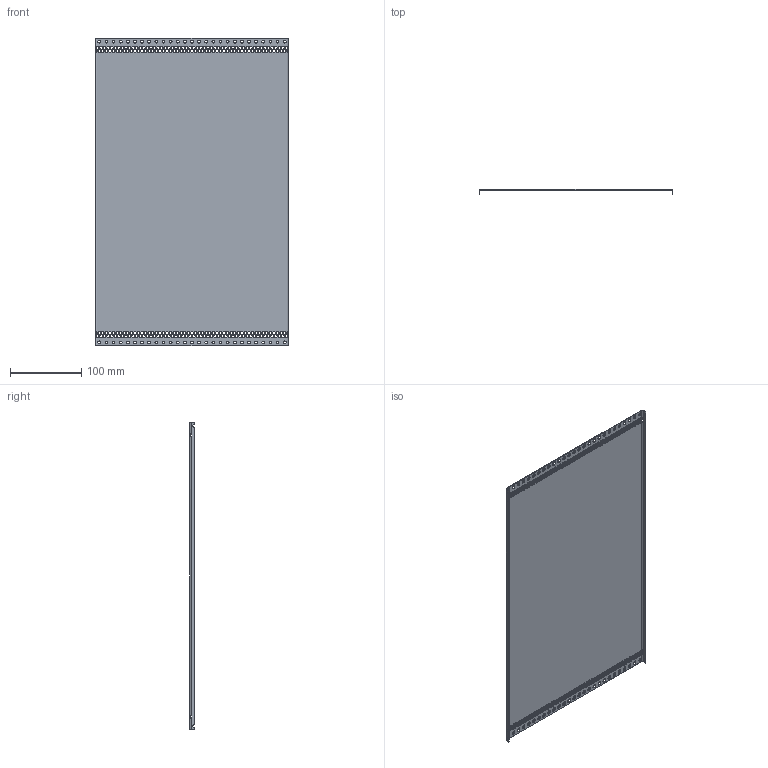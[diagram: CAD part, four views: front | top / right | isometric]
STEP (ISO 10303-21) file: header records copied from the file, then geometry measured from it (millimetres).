
FILE_DESCRIPTION((''),'2;1');
FILE_NAME('226203038028VM-','2014-09-08T',('jkuester'),(''),'PRO/ENGINEER BY PARAMETRIC TECHNOLOGY CORPORATION, 2010160','PRO/ENGINEER BY PARAMETRIC TECHNOLOGY CORPORATION, 2010160','');
FILE_SCHEMA(('AUTOMOTIVE_DESIGN { 1 0 10303 214 1 1 1 1 }'));
Length unit declared in the file: millimetre
Products named in the file (1): 226203038028VM-
Bounding box: 272 x 7 x 431.5 mm (x, y, z)
Volume: 117981.4 mm3; surface area: 241261.5 mm2
Topology: 1 solids, 1 shells, 574 faces, 1764 edges, 1176 vertices
Faces by surface type: cylinder 456, cone 100, plane 18
Entity records: 21708 total; most frequent: DIRECTION 3984, CARTESIAN_POINT 3755, ORIENTED_EDGE 3528, EDGE_CURVE 1764, AXIS2_PLACEMENT_3D 1678, VERTEX_POINT 1176, CIRCLE 1104, EDGE_LOOP 1102
